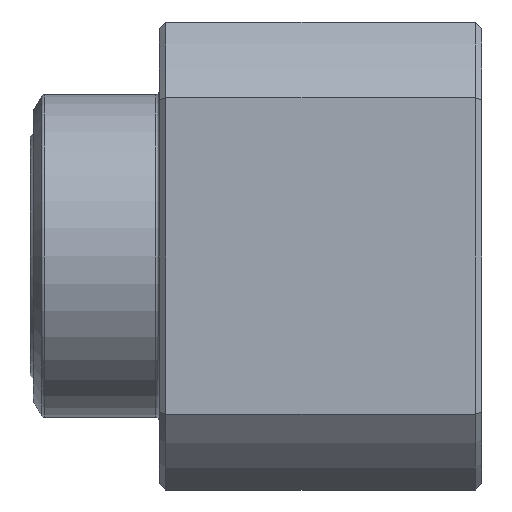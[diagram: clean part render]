
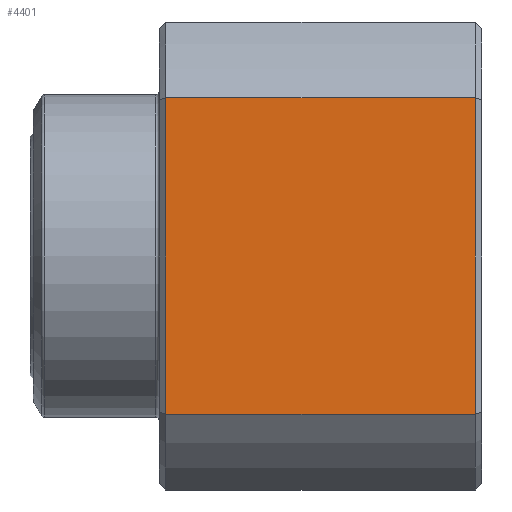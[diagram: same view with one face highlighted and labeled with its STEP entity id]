
A CAD part, left-side view. The second image highlights one B-rep face of the part: STEP entity #4401.
In plain terms, the highlighted planar face has unit normal (-1, 0, 0).
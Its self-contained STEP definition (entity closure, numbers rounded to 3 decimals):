
#81 = DIRECTION ( 'NONE',  ( -1., 0., 0. ) ) ;
#116 = EDGE_CURVE ( 'NONE', #1701, #1710, #2073, .T. ) ;
#179 = EDGE_CURVE ( 'NONE', #1240, #1701, #3565, .T. ) ;
#268 = CARTESIAN_POINT ( 'NONE',  ( -14.5, 0.4, -9.798 ) ) ;
#388 = DIRECTION ( 'NONE',  ( 0., -1., 0. ) ) ;
#485 = EDGE_CURVE ( 'NONE', #1710, #2603, #704, .T. ) ;
#704 = LINE ( 'NONE', #2331, #1619 ) ;
#883 = CARTESIAN_POINT ( 'NONE',  ( -14.5, 19.6, 9.798 ) ) ;
#906 = CARTESIAN_POINT ( 'NONE',  ( -14.5, 0.4, 9.798 ) ) ;
#1051 = ORIENTED_EDGE ( 'NONE', *, *, #485, .T. ) ;
#1070 = CARTESIAN_POINT ( 'NONE',  ( -14.5, 28., 9.798 ) ) ;
#1157 = EDGE_CURVE ( 'NONE', #1240, #2603, #1960, .T. ) ;
#1239 = ORIENTED_EDGE ( 'NONE', *, *, #1157, .F. ) ;
#1240 = VERTEX_POINT ( 'NONE', #883 ) ;
#1368 = ORIENTED_EDGE ( 'NONE', *, *, #179, .T. ) ;
#1374 = DIRECTION ( 'NONE',  ( 0., 0., -1. ) ) ;
#1559 = ORIENTED_EDGE ( 'NONE', *, *, #116, .T. ) ;
#1619 = VECTOR ( 'NONE', #3016, 1000. ) ;
#1701 = VERTEX_POINT ( 'NONE', #2620 ) ;
#1710 = VERTEX_POINT ( 'NONE', #268 ) ;
#1755 = VECTOR ( 'NONE', #1374, 1000. ) ;
#1854 = VECTOR ( 'NONE', #3742, 1000. ) ;
#1960 = LINE ( 'NONE', #3391, #1854 ) ;
#2073 = LINE ( 'NONE', #3100, #3775 ) ;
#2331 = CARTESIAN_POINT ( 'NONE',  ( -14.5, 0.4, 9.798 ) ) ;
#2424 = DIRECTION ( 'NONE',  ( 0., 0., 1. ) ) ;
#2443 = CARTESIAN_POINT ( 'NONE',  ( -14.5, 19.6, 9.798 ) ) ;
#2603 = VERTEX_POINT ( 'NONE', #906 ) ;
#2620 = CARTESIAN_POINT ( 'NONE',  ( -14.5, 19.6, -9.798 ) ) ;
#2924 = AXIS2_PLACEMENT_3D ( 'NONE', #1070, #81, #2424 ) ;
#3016 = DIRECTION ( 'NONE',  ( 0., 0., 1. ) ) ;
#3100 = CARTESIAN_POINT ( 'NONE',  ( -14.5, 28., -9.798 ) ) ;
#3391 = CARTESIAN_POINT ( 'NONE',  ( -14.5, 28., 9.798 ) ) ;
#3442 = PLANE ( 'NONE',  #2924 ) ;
#3565 = LINE ( 'NONE', #2443, #1755 ) ;
#3742 = DIRECTION ( 'NONE',  ( 0., -1., 0. ) ) ;
#3775 = VECTOR ( 'NONE', #388, 1000. ) ;
#3995 = EDGE_LOOP ( 'NONE', ( #1559, #1051, #1239, #1368 ) ) ;
#4018 = FACE_OUTER_BOUND ( 'NONE', #3995, .T. ) ;
#4401 = ADVANCED_FACE ( 'NONE', ( #4018 ), #3442, .T. ) ;
